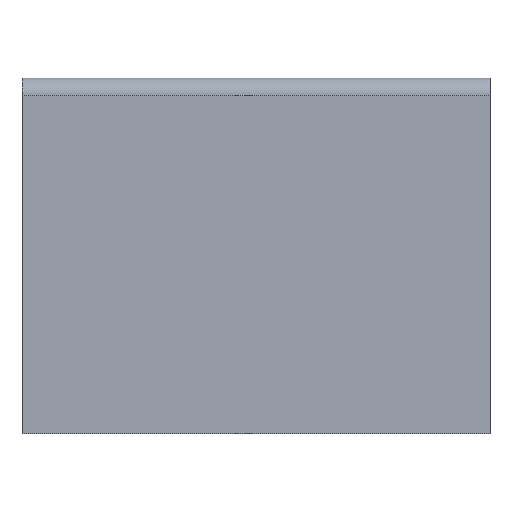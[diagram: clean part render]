
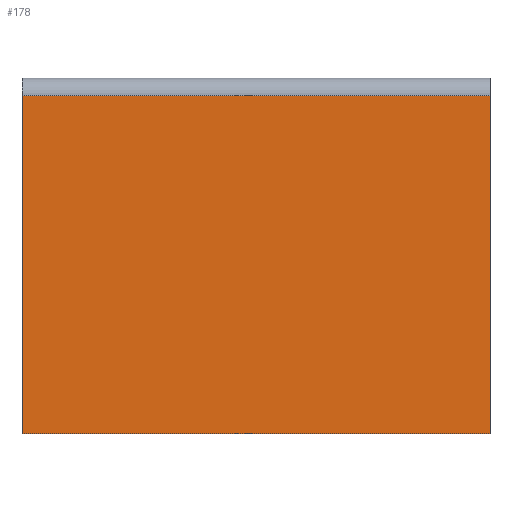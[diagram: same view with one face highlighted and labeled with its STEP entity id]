
A CAD part, front view. The second image highlights one B-rep face of the part: STEP entity #178.
In plain terms, the highlighted planar face has unit normal (0, -1, 0).
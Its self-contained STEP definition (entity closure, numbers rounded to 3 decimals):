
#15=PLANE('',#210);
#24=FACE_OUTER_BOUND('',#34,.T.);
#34=EDGE_LOOP('',(#131,#132,#133,#134));
#44=LINE('',#280,#64);
#45=LINE('',#283,#65);
#46=LINE('',#285,#66);
#47=LINE('',#286,#67);
#64=VECTOR('',#230,10.);
#65=VECTOR('',#233,10.);
#66=VECTOR('',#234,10.);
#67=VECTOR('',#235,10.);
#87=VERTEX_POINT('',#273);
#90=VERTEX_POINT('',#278);
#91=VERTEX_POINT('',#282);
#92=VERTEX_POINT('',#284);
#106=EDGE_CURVE('',#90,#87,#44,.T.);
#107=EDGE_CURVE('',#91,#90,#45,.T.);
#108=EDGE_CURVE('',#92,#91,#46,.T.);
#109=EDGE_CURVE('',#87,#92,#47,.T.);
#131=ORIENTED_EDGE('',*,*,#106,.F.);
#132=ORIENTED_EDGE('',*,*,#107,.F.);
#133=ORIENTED_EDGE('',*,*,#108,.F.);
#134=ORIENTED_EDGE('',*,*,#109,.F.);
#178=ADVANCED_FACE('',(#24),#15,.T.);
#210=AXIS2_PLACEMENT_3D('',#281,#231,#232);
#230=DIRECTION('',(1.,0.,0.));
#231=DIRECTION('center_axis',(0.,-1.,0.));
#232=DIRECTION('ref_axis',(0.,0.,-1.));
#233=DIRECTION('',(0.,0.,1.));
#234=DIRECTION('',(-1.,0.,0.));
#235=DIRECTION('',(0.,0.,-1.));
#273=CARTESIAN_POINT('',(13.148,0.,-1.));
#278=CARTESIAN_POINT('',(-13.148,0.,-1.));
#280=CARTESIAN_POINT('',(0.,0.,-1.));
#281=CARTESIAN_POINT('Origin',(0.,0.,0.));
#282=CARTESIAN_POINT('',(-13.148,0.,-20.));
#283=CARTESIAN_POINT('',(-13.148,0.,-20.));
#284=CARTESIAN_POINT('',(13.148,0.,-20.));
#285=CARTESIAN_POINT('',(0.,0.,-20.));
#286=CARTESIAN_POINT('',(13.148,0.,-20.));
